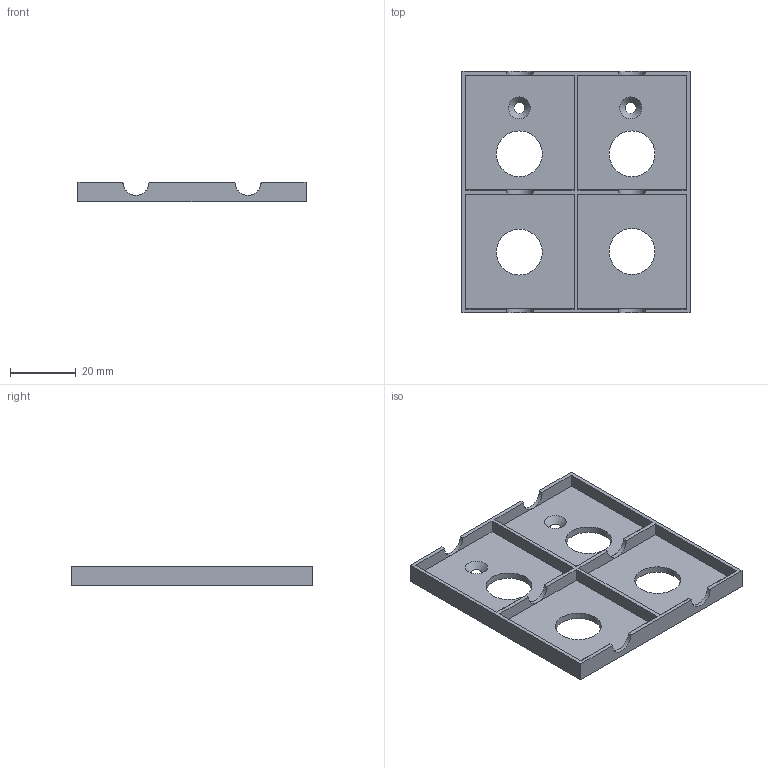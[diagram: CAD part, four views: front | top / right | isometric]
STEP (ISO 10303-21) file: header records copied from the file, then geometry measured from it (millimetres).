
FILE_DESCRIPTION(/* description */ (''),/* implementation_level */ '2;1');
FILE_NAME(/* name */ 'DS Wall Mount 4 set.step',/* time_stamp */ '2019-10-15T21:47:15-06:00',/* author */ (''),/* organization */ (''),/* preprocessor_version */ 'ST-DEVELOPER v18',/* originating_system */ 'Autodesk Translation Framework v8.6.0.1094',/* authorisation */ '');
FILE_SCHEMA (('AUTOMOTIVE_DESIGN { 1 0 10303 214 3 1 1 }'));
Length unit declared in the file: millimetre
Products named in the file (1): DSCase4Pack
Bounding box: 69.6 x 73.7 x 6 mm (x, y, z)
Volume: 10797.5 mm3; surface area: 12999.1 mm2
Topology: 1 solids, 1 shells, 56 faces, 156 edges, 102 vertices
Faces by surface type: plane 36, cylinder 18, cone 2
Full cylindrical faces by diameter (mm): 14 x4
Entity records: 1939 total; most frequent: CARTESIAN_POINT 419, ORIENTED_EDGE 312, DIRECTION 304, EDGE_CURVE 156, LINE 106, VECTOR 106, VERTEX_POINT 102, AXIS2_PLACEMENT_3D 99
